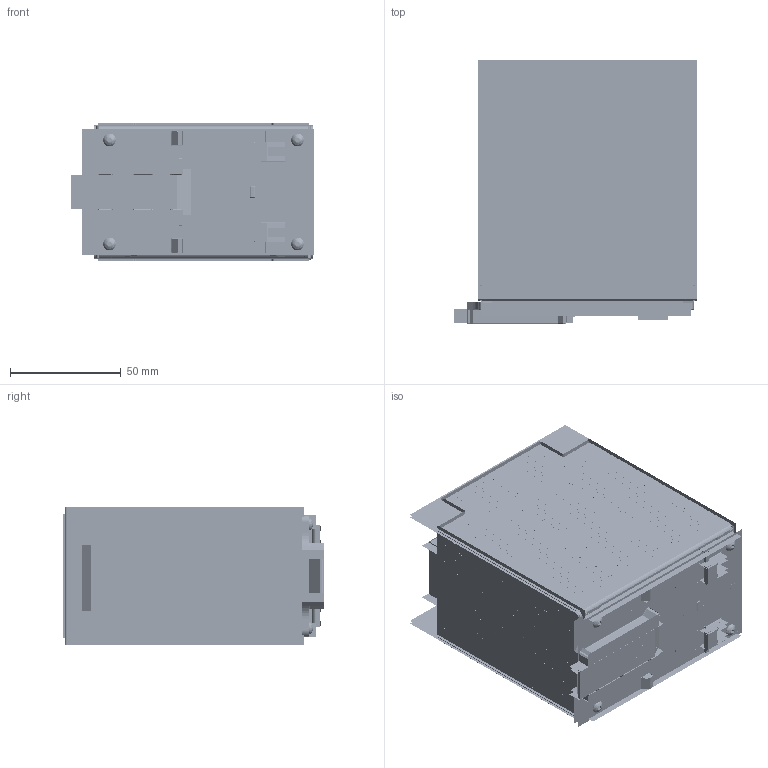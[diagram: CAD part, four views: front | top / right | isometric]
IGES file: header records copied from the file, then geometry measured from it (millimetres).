
Start section:  PTC IGES file: 144442_sm01.igs
Global section: file name: 144442_sm01.igs; native system: Creo Parametric by PTC Inc.; preprocessor: 2022414; author: banengservice; organization: Unknown; date: 20250626.095144; units: millimetre
Bounding box: 110.45 x 119.15 x 62.66 mm (x, y, z)
Volume: 82066.8 mm3; surface area: 457750.4 mm2
Topology: 7 solids, 7 shells, 4644 faces, 24193 edges, 30664 vertices
Faces by surface type: revolution 2602, bspline 2042
